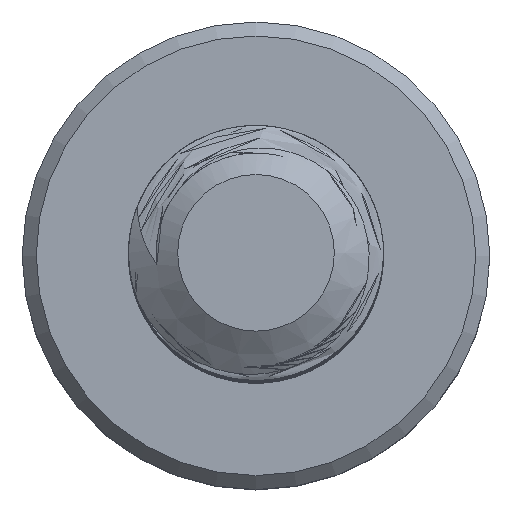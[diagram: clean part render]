
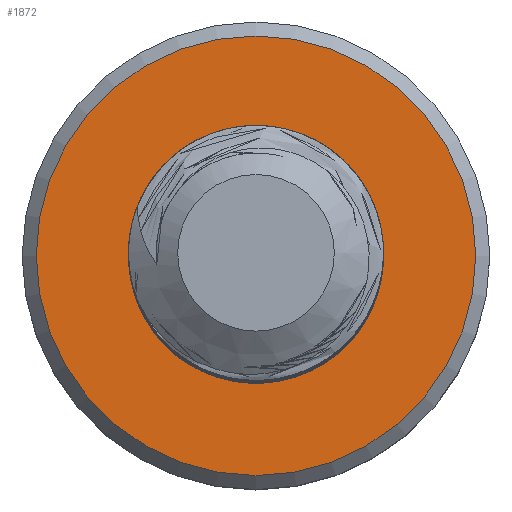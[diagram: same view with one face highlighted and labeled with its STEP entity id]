
A CAD part, top view. The second image highlights one B-rep face of the part: STEP entity #1872.
In plain terms, the highlighted planar face has unit normal (0, 0, 1).
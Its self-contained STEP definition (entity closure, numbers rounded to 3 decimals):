
#24=FACE_BOUND('',#248,.T.);
#27=PLANE('',#2011);
#143=FACE_OUTER_BOUND('',#247,.T.);
#247=EDGE_LOOP('',(#1657,#1658));
#248=EDGE_LOOP('',(#1659,#1660));
#261=CIRCLE('',#1901,1.5);
#262=CIRCLE('',#1902,1.5);
#269=CIRCLE('',#1988,2.585);
#270=CIRCLE('',#1989,2.585);
#643=VERTEX_POINT('',#2420);
#644=VERTEX_POINT('',#2422);
#809=VERTEX_POINT('',#8375);
#810=VERTEX_POINT('',#8377);
#834=EDGE_CURVE('',#643,#644,#261,.T.);
#835=EDGE_CURVE('',#644,#643,#262,.T.);
#1079=EDGE_CURVE('',#810,#809,#269,.T.);
#1080=EDGE_CURVE('',#809,#810,#270,.T.);
#1657=ORIENTED_EDGE('',*,*,#1079,.T.);
#1658=ORIENTED_EDGE('',*,*,#1080,.T.);
#1659=ORIENTED_EDGE('',*,*,#835,.F.);
#1660=ORIENTED_EDGE('',*,*,#834,.F.);
#1872=ADVANCED_FACE('',(#143,#24),#27,.F.);
#1901=AXIS2_PLACEMENT_3D('',#2423,#2034,#2035);
#1902=AXIS2_PLACEMENT_3D('',#2424,#2036,#2037);
#1988=AXIS2_PLACEMENT_3D('',#8378,#2286,#2287);
#1989=AXIS2_PLACEMENT_3D('',#8379,#2288,#2289);
#2011=AXIS2_PLACEMENT_3D('',#10589,#2335,#2336);
#2034=DIRECTION('center_axis',(0.,0.,1.));
#2035=DIRECTION('ref_axis',(1.,0.,0.));
#2036=DIRECTION('center_axis',(0.,0.,1.));
#2037=DIRECTION('ref_axis',(1.,0.,0.));
#2286=DIRECTION('center_axis',(0.,0.,1.));
#2287=DIRECTION('ref_axis',(-1.,0.,0.));
#2288=DIRECTION('center_axis',(0.,0.,1.));
#2289=DIRECTION('ref_axis',(-1.,0.,0.));
#2335=DIRECTION('center_axis',(0.,0.,-1.));
#2336=DIRECTION('ref_axis',(-1.,0.,0.));
#2420=CARTESIAN_POINT('',(-1.5,0.,-20.));
#2422=CARTESIAN_POINT('',(1.5,0.,-20.));
#2423=CARTESIAN_POINT('Origin',(0.,0.,-20.));
#2424=CARTESIAN_POINT('Origin',(0.,0.,-20.));
#8375=CARTESIAN_POINT('',(2.585,0.,-20.));
#8377=CARTESIAN_POINT('',(-2.585,0.,-20.));
#8378=CARTESIAN_POINT('Origin',(0.,0.,-20.));
#8379=CARTESIAN_POINT('Origin',(0.,0.,-20.));
#10589=CARTESIAN_POINT('Origin',(0.,0.,-20.));
